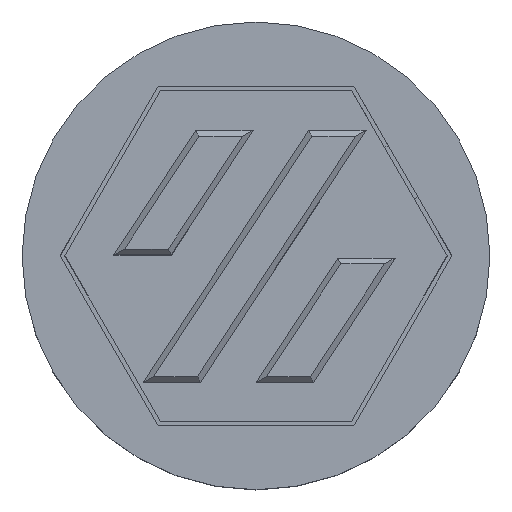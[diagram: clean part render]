
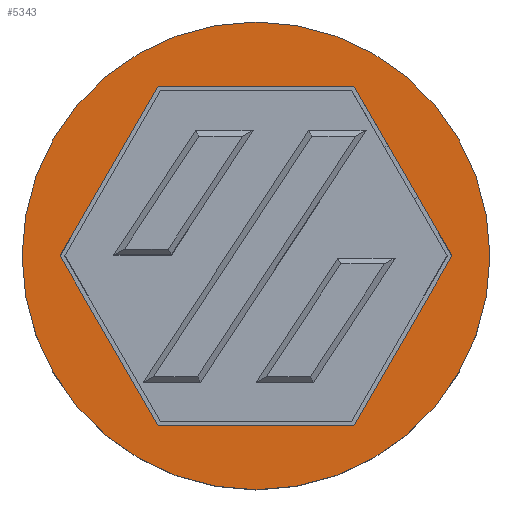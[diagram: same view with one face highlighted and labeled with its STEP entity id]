
A CAD part, top view. The second image highlights one B-rep face of the part: STEP entity #5343.
In plain terms, the highlighted planar face has unit normal (0, 0, 1).
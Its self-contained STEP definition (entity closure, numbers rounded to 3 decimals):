
#121=FACE_BOUND('',#1023,.T.);
#443=PLANE('',#5854);
#723=FACE_OUTER_BOUND('',#1022,.T.);
#1022=EDGE_LOOP('',(#4984));
#1023=EDGE_LOOP('',(#4985,#4986,#4987,#4988,#4989,#4990));
#1155=CIRCLE('',#5855,8.2);
#1732=LINE('',#8837,#2327);
#1736=LINE('',#8845,#2331);
#1739=LINE('',#8851,#2334);
#1742=LINE('',#8857,#2337);
#1745=LINE('',#8863,#2340);
#1748=LINE('',#8868,#2343);
#2327=VECTOR('',#7312,10.);
#2331=VECTOR('',#7318,10.);
#2334=VECTOR('',#7323,10.);
#2337=VECTOR('',#7328,10.);
#2340=VECTOR('',#7333,10.);
#2343=VECTOR('',#7338,10.);
#2811=VERTEX_POINT('',#8835);
#2812=VERTEX_POINT('',#8836);
#2815=VERTEX_POINT('',#8844);
#2817=VERTEX_POINT('',#8850);
#2819=VERTEX_POINT('',#8856);
#2821=VERTEX_POINT('',#8862);
#2823=VERTEX_POINT('',#8873);
#3528=EDGE_CURVE('',#2811,#2812,#1732,.F.);
#3532=EDGE_CURVE('',#2815,#2811,#1736,.F.);
#3535=EDGE_CURVE('',#2817,#2815,#1739,.F.);
#3538=EDGE_CURVE('',#2819,#2817,#1742,.F.);
#3541=EDGE_CURVE('',#2821,#2819,#1745,.F.);
#3544=EDGE_CURVE('',#2812,#2821,#1748,.F.);
#3547=EDGE_CURVE('',#2823,#2823,#1155,.T.);
#4984=ORIENTED_EDGE('',*,*,#3547,.T.);
#4985=ORIENTED_EDGE('',*,*,#3544,.T.);
#4986=ORIENTED_EDGE('',*,*,#3541,.T.);
#4987=ORIENTED_EDGE('',*,*,#3538,.T.);
#4988=ORIENTED_EDGE('',*,*,#3535,.T.);
#4989=ORIENTED_EDGE('',*,*,#3532,.T.);
#4990=ORIENTED_EDGE('',*,*,#3528,.T.);
#5343=ADVANCED_FACE('',(#723,#121),#443,.F.);
#5854=AXIS2_PLACEMENT_3D('',#8872,#7343,#7344);
#5855=AXIS2_PLACEMENT_3D('',#8874,#7345,#7346);
#7312=DIRECTION('',(-1.,0.,0.));
#7318=DIRECTION('',(-0.5,-0.866,0.));
#7323=DIRECTION('',(0.5,-0.866,0.));
#7328=DIRECTION('',(1.,0.,0.));
#7333=DIRECTION('',(0.5,0.866,0.));
#7338=DIRECTION('',(-0.5,0.866,0.));
#7343=DIRECTION('center_axis',(0.,0.,-1.));
#7344=DIRECTION('ref_axis',(1.,0.,0.));
#7345=DIRECTION('center_axis',(0.,0.,1.));
#7346=DIRECTION('ref_axis',(1.,0.,0.));
#8835=CARTESIAN_POINT('',(-1.32,1.563,-5.));
#8836=CARTESIAN_POINT('',(5.55,1.563,-5.));
#8837=CARTESIAN_POINT('',(0.383,1.563,-5.));
#8844=CARTESIAN_POINT('',(-4.755,-4.387,-5.));
#8845=CARTESIAN_POINT('',(-3.904,-2.912,-5.));
#8850=CARTESIAN_POINT('',(-1.32,-10.337,-5.));
#8851=CARTESIAN_POINT('',(-2.172,-8.862,-5.));
#8856=CARTESIAN_POINT('',(5.55,-10.337,-5.));
#8857=CARTESIAN_POINT('',(3.847,-10.337,-5.));
#8862=CARTESIAN_POINT('',(8.986,-4.387,-5.));
#8863=CARTESIAN_POINT('',(8.134,-5.862,-5.));
#8868=CARTESIAN_POINT('',(7.526,-1.859,-5.));
#8872=CARTESIAN_POINT('Origin',(2.115,-4.387,-5.));
#8873=CARTESIAN_POINT('',(-6.085,-4.387,-5.));
#8874=CARTESIAN_POINT('Origin',(2.115,-4.387,-5.));
